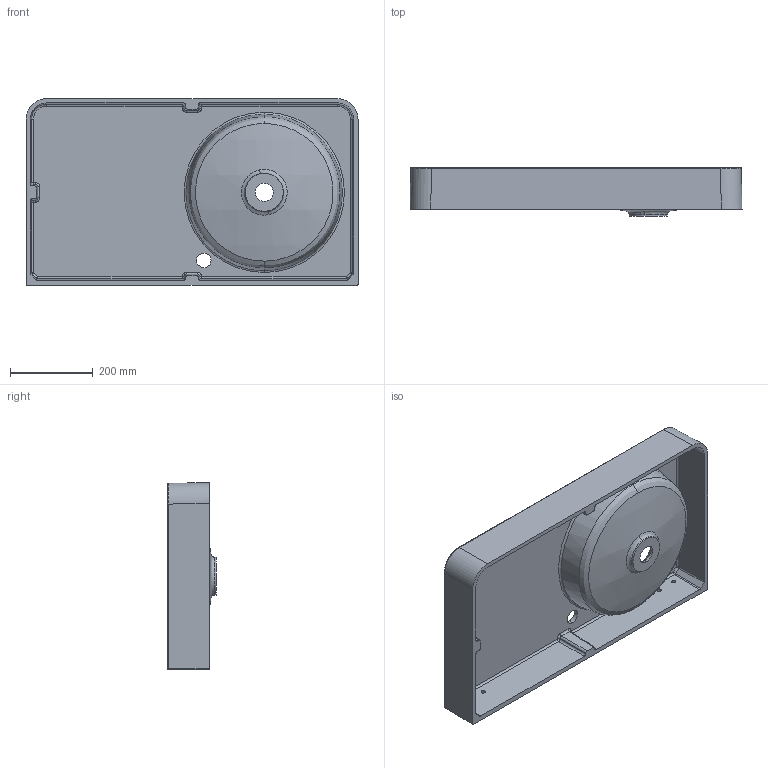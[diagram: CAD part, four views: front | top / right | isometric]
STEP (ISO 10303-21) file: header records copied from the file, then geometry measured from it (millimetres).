
FILE_DESCRIPTION (( 'STEP AP214' ), '1' );
FILE_NAME ('Loop 800 R.STEP', '2025-01-22T08:59:40', ( '' ), ( '' ), 'SwSTEP 2.0', 'SolidWorks 2020', '' );
FILE_SCHEMA (( 'AUTOMOTIVE_DESIGN' ));
Length unit declared in the file: millimetre
Products named in the file (1): Loop 800 R
Bounding box: 800 x 117 x 450 mm (x, y, z)
Volume: 7268983.3 mm3; surface area: 1302802.2 mm2
Topology: 1 solids, 1 shells, 125 faces, 296 edges, 176 vertices
Faces by surface type: cylinder 52, plane 27, bspline 20, sphere 12, cone 10, torus 4
Entity records: 8163 total; most frequent: CARTESIAN_POINT 5471, ORIENTED_EDGE 588, DIRECTION 514, EDGE_CURVE 294, AXIS2_PLACEMENT_3D 192, VERTEX_POINT 176, EDGE_LOOP 142, VECTOR 130
